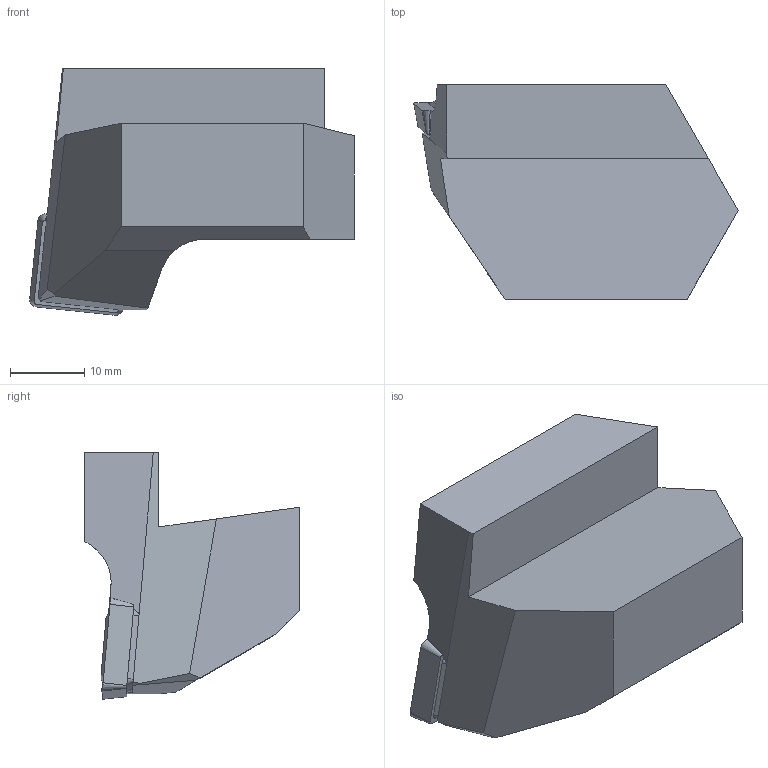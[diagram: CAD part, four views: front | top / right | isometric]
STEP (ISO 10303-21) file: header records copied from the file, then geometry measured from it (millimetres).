
FILE_DESCRIPTION(/* description */ (''),/* implementation_level */ '2;1');
FILE_NAME(/* name */ '1549900310322.stp',/* time_stamp */ '2019-02-11T16:52:07+01:00',/* author */ (''),/* organization */ ('SMS'),/* preprocessor_version */ 'ST-DEVELOPER v15',/* originating_system */ 'SIEMENS PLM Software NX 8.5',/* authorisation */ '');
FILE_SCHEMA (('AUTOMOTIVE_DESIGN { 1 0 10303 214 3 1 1 1 }'));
Length unit declared in the file: millimetre
Products named in the file (4): ASSEMBLY_CONSTRUCTION; 201012610mod000_00; 201023967mod000_00; 201024002mod000_01
Assembly tree (3 placements, depth 2):
  201024002mod000_01
    201023967mod000_00
    201012610mod000_00
    ASSEMBLY_CONSTRUCTION
Bounding box: 43.74 x 28.88 x 33.21 mm (x, y, z)
Volume: 18291.6 mm3; surface area: 5381.5 mm2
Topology: 2 solids, 2 shells, 68 faces, 183 edges, 130 vertices
Faces by surface type: plane 46, cone 10, torus 8, cylinder 4
Full cylindrical faces by diameter (mm): 4 x2
Entity records: 2331 total; most frequent: CARTESIAN_POINT 437, DIRECTION 356, ORIENTED_EDGE 346, EDGE_CURVE 173, VERTEX_POINT 132, LINE 128, VECTOR 128, AXIS2_PLACEMENT_3D 114
